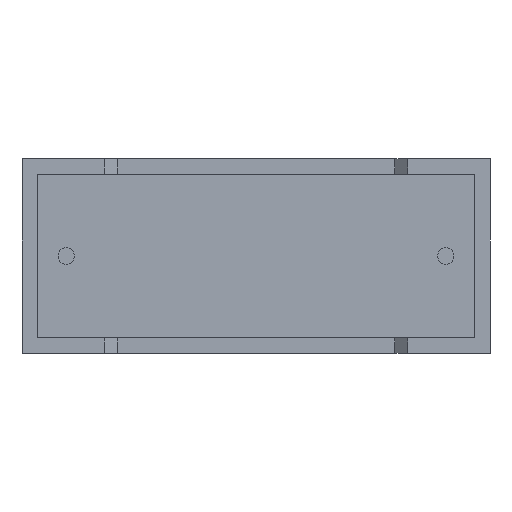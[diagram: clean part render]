
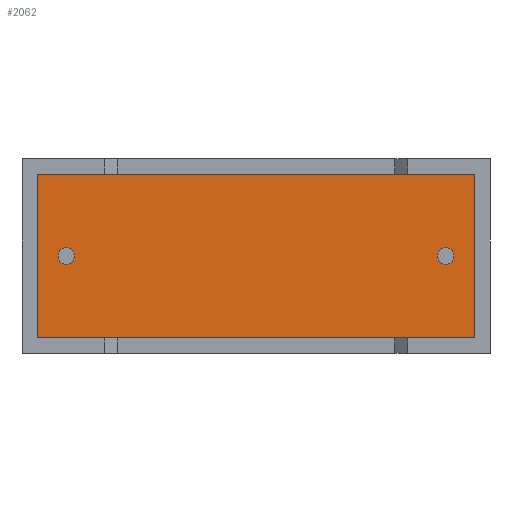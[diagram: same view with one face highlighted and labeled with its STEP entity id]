
A CAD part, front view. The second image highlights one B-rep face of the part: STEP entity #2062.
In plain terms, the highlighted planar face has unit normal (0, -1, 0).
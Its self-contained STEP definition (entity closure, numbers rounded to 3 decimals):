
#105 = CARTESIAN_POINT ( 'NONE',  ( 0., 0.75, 0. ) ) ;
#181 = EDGE_CURVE ( 'NONE', #426, #2499, #2466, .T. ) ;
#264 = AXIS2_PLACEMENT_3D ( 'NONE', #811, #1049, #1779 ) ;
#268 = ORIENTED_EDGE ( 'NONE', *, *, #2859, .T. ) ;
#271 = VERTEX_POINT ( 'NONE', #987 ) ;
#378 = EDGE_CURVE ( 'NONE', #271, #1023, #548, .T. ) ;
#385 = ORIENTED_EDGE ( 'NONE', *, *, #398, .T. ) ;
#394 = EDGE_CURVE ( 'NONE', #2100, #1847, #1035, .T. ) ;
#398 = EDGE_CURVE ( 'NONE', #2293, #1143, #621, .T. ) ;
#426 = VERTEX_POINT ( 'NONE', #1316 ) ;
#431 = CARTESIAN_POINT ( 'NONE',  ( 1.75, 0.75, 3.85 ) ) ;
#548 = CIRCLE ( 'NONE', #2020, 0.325 ) ;
#585 = CARTESIAN_POINT ( 'NONE',  ( 16.75, 0.75, 3.85 ) ) ;
#621 = LINE ( 'NONE', #1494, #1558 ) ;
#648 = EDGE_CURVE ( 'NONE', #1847, #2293, #2746, .T. ) ;
#720 = CARTESIAN_POINT ( 'NONE',  ( 0.617, 0.75, 0.617 ) ) ;
#745 = AXIS2_PLACEMENT_3D ( 'NONE', #1069, #1038, #1086 ) ;
#811 = CARTESIAN_POINT ( 'NONE',  ( 1.75, 0.75, 3.85 ) ) ;
#828 = VECTOR ( 'NONE', #1517, 1000. ) ;
#839 = AXIS2_PLACEMENT_3D ( 'NONE', #105, #1986, #1011 ) ;
#875 = AXIS2_PLACEMENT_3D ( 'NONE', #431, #2312, #1860 ) ;
#924 = EDGE_LOOP ( 'NONE', ( #385, #268, #1090, #2406 ) ) ;
#987 = CARTESIAN_POINT ( 'NONE',  ( 16.75, 0.75, 4.175 ) ) ;
#1011 = DIRECTION ( 'NONE',  ( 0., 0., -1. ) ) ;
#1023 = VERTEX_POINT ( 'NONE', #2295 ) ;
#1035 = LINE ( 'NONE', #1727, #2921 ) ;
#1038 = DIRECTION ( 'NONE',  ( 0., -1., 0. ) ) ;
#1049 = DIRECTION ( 'NONE',  ( 0., -1., 0. ) ) ;
#1063 = DIRECTION ( 'NONE',  ( 0., -1., 0. ) ) ;
#1069 = CARTESIAN_POINT ( 'NONE',  ( 16.75, 0.75, 3.85 ) ) ;
#1086 = DIRECTION ( 'NONE',  ( 0., 0., -1. ) ) ;
#1090 = ORIENTED_EDGE ( 'NONE', *, *, #394, .T. ) ;
#1143 = VERTEX_POINT ( 'NONE', #720 ) ;
#1247 = FACE_OUTER_BOUND ( 'NONE', #924, .T. ) ;
#1284 = DIRECTION ( 'NONE',  ( 0., 0., -1. ) ) ;
#1316 = CARTESIAN_POINT ( 'NONE',  ( 1.75, 0.75, 3.525 ) ) ;
#1482 = CARTESIAN_POINT ( 'NONE',  ( 1.75, 0.75, 4.175 ) ) ;
#1487 = LINE ( 'NONE', #2731, #2992 ) ;
#1494 = CARTESIAN_POINT ( 'NONE',  ( 0.617, 0.75, 7.083 ) ) ;
#1517 = DIRECTION ( 'NONE',  ( -1., 0., 0. ) ) ;
#1558 = VECTOR ( 'NONE', #1284, 1000. ) ;
#1619 = ORIENTED_EDGE ( 'NONE', *, *, #1985, .F. ) ;
#1647 = CARTESIAN_POINT ( 'NONE',  ( 0.617, 0.75, 7.083 ) ) ;
#1727 = CARTESIAN_POINT ( 'NONE',  ( 17.883, 0.75, 0.617 ) ) ;
#1746 = ORIENTED_EDGE ( 'NONE', *, *, #181, .F. ) ;
#1765 = CARTESIAN_POINT ( 'NONE',  ( 17.883, 0.75, 7.083 ) ) ;
#1779 = DIRECTION ( 'NONE',  ( 0., 0., -1. ) ) ;
#1847 = VERTEX_POINT ( 'NONE', #2452 ) ;
#1850 = EDGE_LOOP ( 'NONE', ( #1619, #1746 ) ) ;
#1860 = DIRECTION ( 'NONE',  ( 0., 0., -1. ) ) ;
#1891 = EDGE_LOOP ( 'NONE', ( #2750, #2224 ) ) ;
#1985 = EDGE_CURVE ( 'NONE', #2499, #426, #2229, .T. ) ;
#1986 = DIRECTION ( 'NONE',  ( 0., -1., 0. ) ) ;
#1992 = DIRECTION ( 'NONE',  ( 0., 0., 1. ) ) ;
#2020 = AXIS2_PLACEMENT_3D ( 'NONE', #585, #1063, #2739 ) ;
#2062 = ADVANCED_FACE ( 'NONE', ( #2663, #1247, #2929 ), #2152, .T. ) ;
#2100 = VERTEX_POINT ( 'NONE', #2514 ) ;
#2152 = PLANE ( 'NONE',  #839 ) ;
#2224 = ORIENTED_EDGE ( 'NONE', *, *, #2535, .F. ) ;
#2229 = CIRCLE ( 'NONE', #264, 0.325 ) ;
#2293 = VERTEX_POINT ( 'NONE', #1647 ) ;
#2295 = CARTESIAN_POINT ( 'NONE',  ( 16.75, 0.75, 3.525 ) ) ;
#2312 = DIRECTION ( 'NONE',  ( 0., -1., 0. ) ) ;
#2406 = ORIENTED_EDGE ( 'NONE', *, *, #648, .T. ) ;
#2452 = CARTESIAN_POINT ( 'NONE',  ( 17.883, 0.75, 7.083 ) ) ;
#2466 = CIRCLE ( 'NONE', #875, 0.325 ) ;
#2499 = VERTEX_POINT ( 'NONE', #1482 ) ;
#2514 = CARTESIAN_POINT ( 'NONE',  ( 17.883, 0.75, 0.617 ) ) ;
#2535 = EDGE_CURVE ( 'NONE', #1023, #271, #2786, .T. ) ;
#2659 = DIRECTION ( 'NONE',  ( 1., 0., 0. ) ) ;
#2663 = FACE_BOUND ( 'NONE', #1891, .T. ) ;
#2731 = CARTESIAN_POINT ( 'NONE',  ( 0.617, 0.75, 0.617 ) ) ;
#2739 = DIRECTION ( 'NONE',  ( 0., 0., -1. ) ) ;
#2746 = LINE ( 'NONE', #1765, #828 ) ;
#2750 = ORIENTED_EDGE ( 'NONE', *, *, #378, .F. ) ;
#2786 = CIRCLE ( 'NONE', #745, 0.325 ) ;
#2859 = EDGE_CURVE ( 'NONE', #1143, #2100, #1487, .T. ) ;
#2921 = VECTOR ( 'NONE', #1992, 1000. ) ;
#2929 = FACE_BOUND ( 'NONE', #1850, .T. ) ;
#2992 = VECTOR ( 'NONE', #2659, 1000. ) ;
